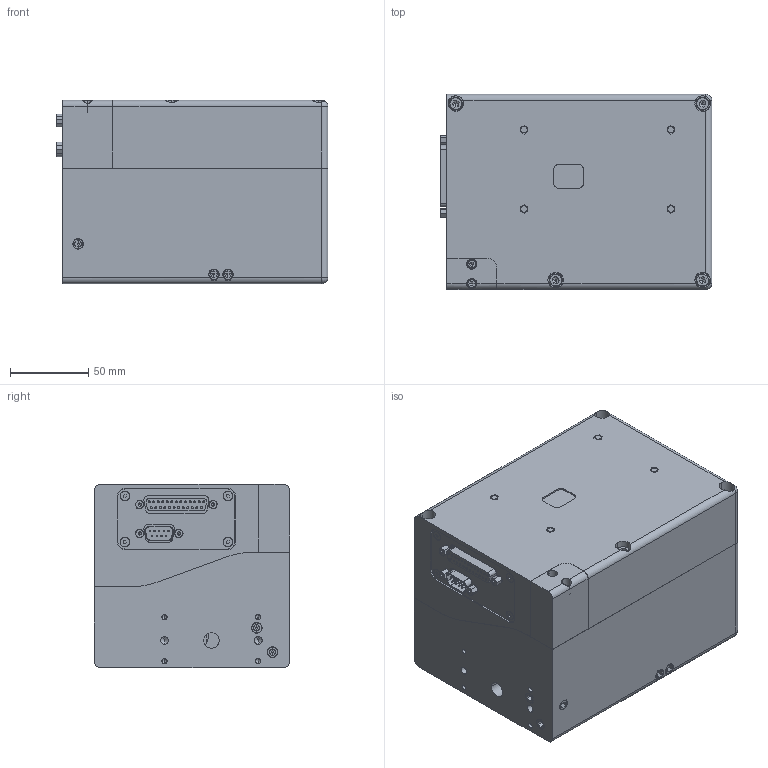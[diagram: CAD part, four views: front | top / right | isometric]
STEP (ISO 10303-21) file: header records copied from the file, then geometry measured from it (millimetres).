
FILE_DESCRIPTION (( 'STEP AP203' ), '1' );
FILE_NAME ('M020720_SS-II-10 [ ] 1,5~01.STEP', '2013-08-06T07:08:49', ( '' ), ( '' ), 'SwSTEP 2.0', 'SolidWorks 2013', '' );
FILE_SCHEMA (( 'CONFIG_CONTROL_DESIGN' ));
Length unit declared in the file: millimetre
Products named in the file (1): M020720_SS-II-10 [ ] 1,5~01
Bounding box: 174.1 x 125 x 117.5 mm (x, y, z)
Volume: 856160.6 mm3; surface area: 259415.8 mm2
Topology: 39 solids, 39 shells, 1484 faces, 3477 edges, 2091 vertices
Faces by surface type: plane 620, cylinder 526, cone 273, torus 61, sphere 4
Entity records: 42916 total; most frequent: CARTESIAN_POINT 8640, DIRECTION 7453, ORIENTED_EDGE 6774, EDGE_CURVE 3387, AXIS2_PLACEMENT_3D 2790, VERTEX_POINT 2091, VECTOR 1873, LINE 1873
